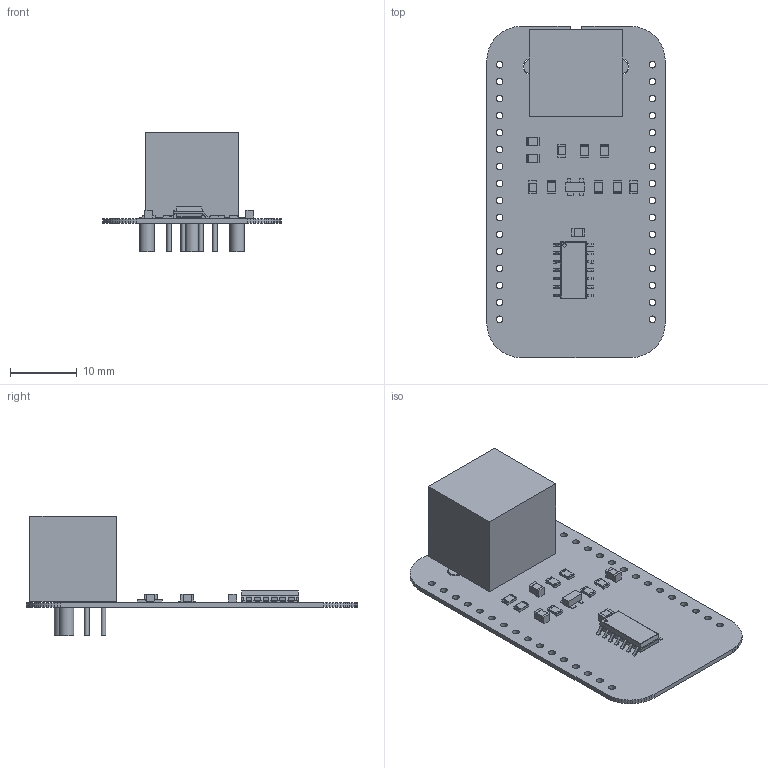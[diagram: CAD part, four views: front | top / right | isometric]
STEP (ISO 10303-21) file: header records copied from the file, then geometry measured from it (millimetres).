
FILE_DESCRIPTION(('KiCad electronic assembly'),'2;1');
FILE_NAME('PS2 Timing.step','2024-02-19T14:37:50',('Pcbnew'),('Kicad'), 'Open CASCADE STEP processor 7.6','KiCad to STEP converter','Unknown' );
FILE_SCHEMA(('AUTOMOTIVE_DESIGN { 1 0 10303 214 1 1 1 1 }'));
Length unit declared in the file: millimetre
Products named in the file (12): PS2 Timing 1; C_0805_2012Metric; SOLID; R_0805_2012Metric; TM0508A_6; COMPOUND; BAW101-7; MC74ACT86DG; PS2 Timing PCB
Assembly tree (20 placements, depth 3):
  PS2 Timing 1
    C_0805_2012Metric  x4
      SOLID
    R_0805_2012Metric  x7
      SOLID
    TM0508A_6
      COMPOUND
    BAW101-7
      COMPOUND
    MC74ACT86DG
      COMPOUND
    PS2 Timing PCB
Bounding box: 26.67 x 49.53 x 17.9 mm (x, y, z)
Volume: 3326.3 mm3; surface area: 4211.5 mm2
Topology: 42 solids, 42 shells, 698 faces, 1771 edges, 1166 vertices
Faces by surface type: plane 493, cylinder 205
Full cylindrical faces by diameter (mm): 0.487 x1, 0.7 x6, 0.9 x6, 1 x32, 2.14 x3, 2.34 x3
Entity records: 29834 total; most frequent: CARTESIAN_POINT 5674, DIRECTION 4469, LINE 2961, VECTOR 2961, ORIENTED_EDGE 2294, PCURVE 2294, DEFINITIONAL_REPRESENTATION 2294, EDGE_CURVE 1147
